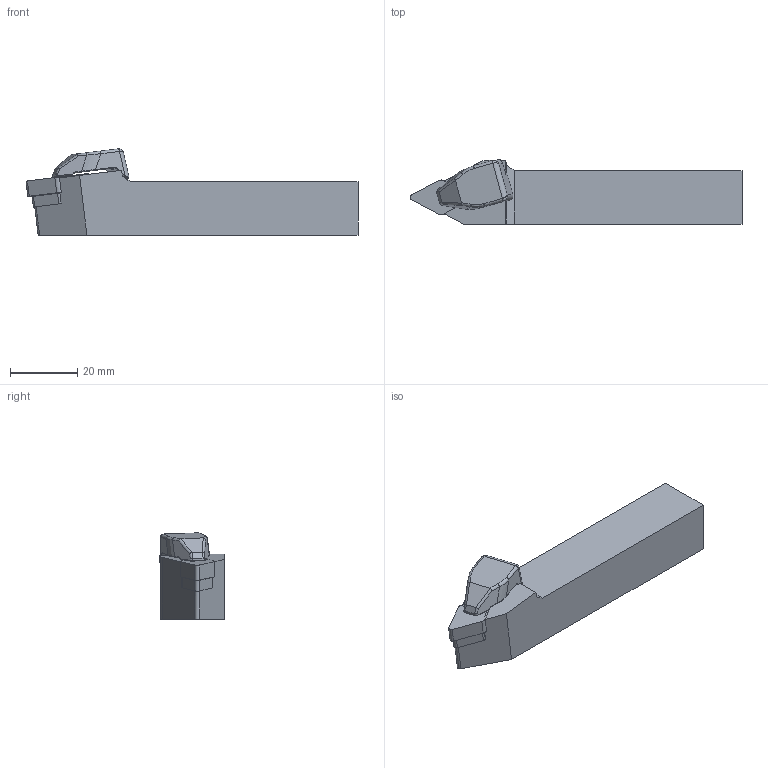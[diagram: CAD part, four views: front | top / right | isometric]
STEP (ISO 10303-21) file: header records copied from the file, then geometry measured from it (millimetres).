
FILE_DESCRIPTION(/* description */ (''),/* implementation_level */ '2;1');
FILE_NAME(/* name */ 'TDNNN-1616-H11.stp',/* time_stamp */ '2023-10-24T08:17:18+03:00',/* author */ (''),/* organization */ (''),/* preprocessor_version */ 'ST-DEVELOPER v19.4',/* originating_system */ 'SIEMENS PLM Software NX2306.3001',/* authorisation */ '');
FILE_SCHEMA (('AUTOMOTIVE_DESIGN { 1 0 10303 214 3 1 1 1 }'));
Length unit declared in the file: millimetre
Products named in the file (1): TDNNN-1616-H11
Bounding box: 99.07 x 19.21 x 25.76 mm (x, y, z)
Volume: 25475.7 mm3; surface area: 7658.2 mm2
Topology: 2 solids, 2 shells, 113 faces, 286 edges, 174 vertices
Faces by surface type: plane 46, cylinder 45, bspline 18, sphere 2, torus 2
Full cylindrical faces by diameter (mm): 3.4 x1
Entity records: 3869 total; most frequent: CARTESIAN_POINT 1087, DIRECTION 574, ORIENTED_EDGE 560, EDGE_CURVE 280, AXIS2_PLACEMENT_3D 208, VERTEX_POINT 174, LINE 158, VECTOR 158
